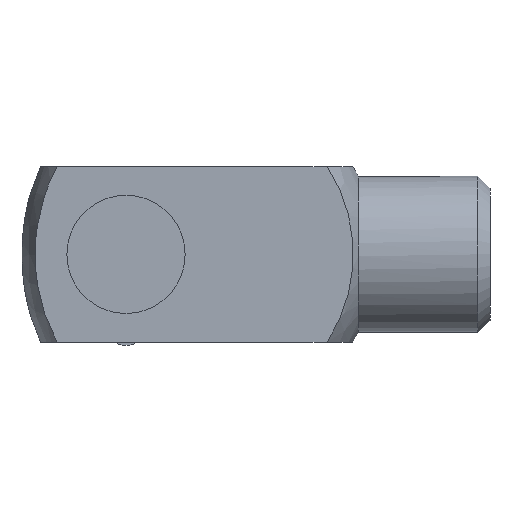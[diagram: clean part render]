
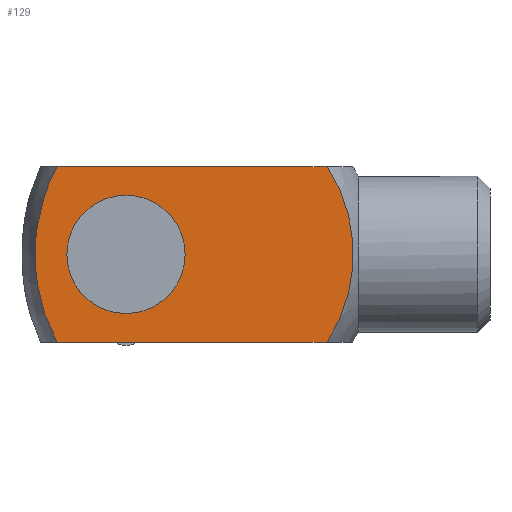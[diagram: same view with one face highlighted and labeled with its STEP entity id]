
A CAD part, front view. The second image highlights one B-rep face of the part: STEP entity #129.
In plain terms, the highlighted planar face has unit normal (0, -1, 0).
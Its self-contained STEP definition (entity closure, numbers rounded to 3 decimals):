
#129 = ADVANCED_FACE( '', ( #278, #279 ), #280, .T. );
#278 = FACE_BOUND( '', #489, .T. );
#279 = FACE_OUTER_BOUND( '', #490, .T. );
#280 = PLANE( '', #491 );
#489 = EDGE_LOOP( '', ( #802 ) );
#490 = EDGE_LOOP( '', ( #803, #804, #805, #806 ) );
#491 = AXIS2_PLACEMENT_3D( '', #807, #808, #809 );
#802 = ORIENTED_EDGE( '', *, *, #1121, .F. );
#803 = ORIENTED_EDGE( '', *, *, #1007, .F. );
#804 = ORIENTED_EDGE( '', *, *, #1122, .T. );
#805 = ORIENTED_EDGE( '', *, *, #1112, .F. );
#806 = ORIENTED_EDGE( '', *, *, #1123, .T. );
#807 = CARTESIAN_POINT( '', ( 56., -13.5, 40.5 ) );
#808 = DIRECTION( '', ( 0., -1., 0. ) );
#809 = DIRECTION( '', ( 0., 0., -1. ) );
#1007 = EDGE_CURVE( '', #1194, #1189, #1196, .F. );
#1112 = EDGE_CURVE( '', #1361, #1362, #1363, .T. );
#1121 = EDGE_CURVE( '', #1374, #1374, #1375, .T. );
#1122 = EDGE_CURVE( '', #1194, #1362, #1376, .T. );
#1123 = EDGE_CURVE( '', #1361, #1189, #1377, .T. );
#1189 = VERTEX_POINT( '', #1481 );
#1194 = VERTEX_POINT( '', #1486 );
#1196 = CIRCLE( '', #1488, 24.531 );
#1361 = VERTEX_POINT( '', #1773 );
#1362 = VERTEX_POINT( '', #1774 );
#1363 = B_SPLINE_CURVE_WITH_KNOTS( '', 3, ( #1775, #1776, #1777, #1778, #1779, #1780, #1781, #1782, #1783, #1784, #1785, #1786, #1787, #1788, #1789, #1790, #1791, #1792 ), .UNSPECIFIED., .F., .F., ( 4, 2, 2, 2, 2, 2, 2, 2, 4 ), ( 0.15, 0.157, 0.16, 0.164, 0.167, 0.171, 0.172, 0.174, 0.178 ), .UNSPECIFIED. );
#1374 = VERTEX_POINT( '', #1818 );
#1375 = CIRCLE( '', #1819, 9.1 );
#1376 = LINE( '', #1820, #1821 );
#1377 = LINE( '', #1822, #1823 );
#1481 = CARTESIAN_POINT( '', ( 30.932, -13.5, -13.5 ) );
#1486 = CARTESIAN_POINT( '', ( 30.932, -13.5, 13.5 ) );
#1488 = AXIS2_PLACEMENT_3D( '', #1941, #1942, #1943 );
#1773 = CARTESIAN_POINT( '', ( -10.603, -13.5, -13.5 ) );
#1774 = CARTESIAN_POINT( '', ( -10.603, -13.5, 13.5 ) );
#1775 = CARTESIAN_POINT( '', ( -10.603, -13.5, -13.5 ) );
#1776 = CARTESIAN_POINT( '', ( -11.737, -13.5, -11.427 ) );
#1777 = CARTESIAN_POINT( '', ( -12.572, -13.5, -9.245 ) );
#1778 = CARTESIAN_POINT( '', ( -13.412, -13.5, -5.829 ) );
#1779 = CARTESIAN_POINT( '', ( -13.623, -13.5, -4.662 ) );
#1780 = CARTESIAN_POINT( '', ( -13.901, -13.5, -2.325 ) );
#1781 = CARTESIAN_POINT( '', ( -13.969, -13.5, -1.149 ) );
#1782 = CARTESIAN_POINT( '', ( -13.966, -13.5, 1.211 ) );
#1783 = CARTESIAN_POINT( '', ( -13.896, -13.5, 2.379 ) );
#1784 = CARTESIAN_POINT( '', ( -13.618, -13.5, 4.692 ) );
#1785 = CARTESIAN_POINT( '', ( -13.411, -13.5, 5.837 ) );
#1786 = CARTESIAN_POINT( '', ( -12.992, -13.5, 7.536 ) );
#1787 = CARTESIAN_POINT( '', ( -12.835, -13.5, 8.099 ) );
#1788 = CARTESIAN_POINT( '', ( -12.483, -13.5, 9.219 ) );
#1789 = CARTESIAN_POINT( '', ( -12.288, -13.5, 9.778 ) );
#1790 = CARTESIAN_POINT( '', ( -11.651, -13.5, 11.423 ) );
#1791 = CARTESIAN_POINT( '', ( -11.16, -13.5, 12.481 ) );
#1792 = CARTESIAN_POINT( '', ( -10.603, -13.5, 13.5 ) );
#1818 = CARTESIAN_POINT( '', ( 0., -13.5, -9.1 ) );
#1819 = AXIS2_PLACEMENT_3D( '', #2072, #2073, #2074 );
#1820 = CARTESIAN_POINT( '', ( 56., -13.5, 13.5 ) );
#1821 = VECTOR( '', #2075, 1000. );
#1822 = CARTESIAN_POINT( '', ( 56., -13.5, -13.5 ) );
#1823 = VECTOR( '', #2076, 1000. );
#1941 = CARTESIAN_POINT( '', ( 10.45, -13.5, 0. ) );
#1942 = DIRECTION( '', ( 0., -1., 0. ) );
#1943 = DIRECTION( '', ( 0., 0., -1. ) );
#2072 = CARTESIAN_POINT( '', ( 0., -13.5, 0. ) );
#2073 = DIRECTION( '', ( 0., -1., 0. ) );
#2074 = DIRECTION( '', ( 0., 0., -1. ) );
#2075 = DIRECTION( '', ( -1., 0., 0. ) );
#2076 = DIRECTION( '', ( 1., 0., 0. ) );
